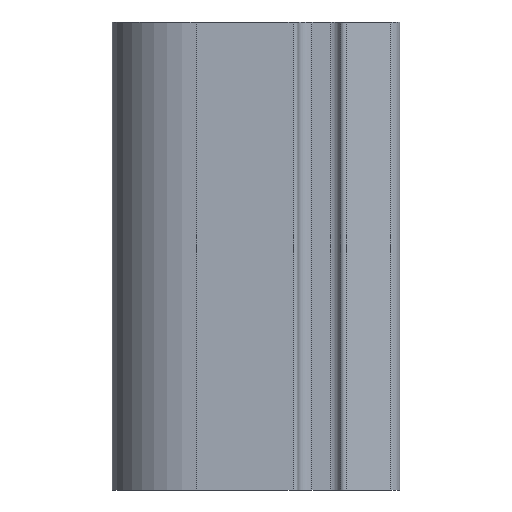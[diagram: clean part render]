
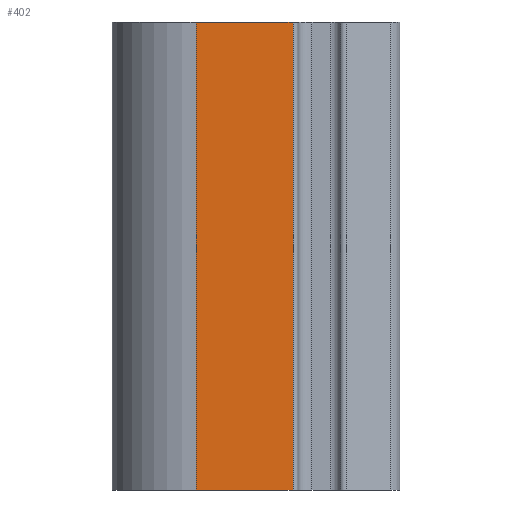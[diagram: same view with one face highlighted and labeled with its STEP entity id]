
A CAD part, left-side view. The second image highlights one B-rep face of the part: STEP entity #402.
In plain terms, the highlighted planar face has unit normal (-1, 0, 0).
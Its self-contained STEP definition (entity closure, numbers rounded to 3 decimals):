
#80 = EDGE_LOOP ( 'NONE', ( #776, #673, #782, #710 ) ) ;
#119 = LINE ( 'NONE', #120, #561 ) ;
#120 = CARTESIAN_POINT ( 'NONE',  ( -9., 10.865, -30. ) ) ;
#121 = DIRECTION ( 'NONE',  ( 0., -1., 0. ) ) ;
#134 = LINE ( 'NONE', #135, #551 ) ;
#135 = CARTESIAN_POINT ( 'NONE',  ( -9., 0.524, -30. ) ) ;
#136 = DIRECTION ( 'NONE',  ( 0., 0., 1. ) ) ;
#159 = LINE ( 'NONE', #160, #636 ) ;
#160 = CARTESIAN_POINT ( 'NONE',  ( -9., 10.865, -30. ) ) ;
#161 = DIRECTION ( 'NONE',  ( 0., 0., 1. ) ) ;
#168 = LINE ( 'NONE', #169, #631 ) ;
#169 = CARTESIAN_POINT ( 'NONE',  ( -9., 10.865, 20. ) ) ;
#170 = DIRECTION ( 'NONE',  ( 0., -1., 0. ) ) ;
#299 = EDGE_CURVE ( 'NONE', #714, #734, #119, .T. ) ;
#304 = EDGE_CURVE ( 'NONE', #734, #735, #134, .T. ) ;
#312 = EDGE_CURVE ( 'NONE', #714, #728, #159, .T. ) ;
#315 = EDGE_CURVE ( 'NONE', #728, #735, #168, .T. ) ;
#402 = ADVANCED_FACE ( 'NONE', ( #565 ), #851, .T. ) ;
#551 = VECTOR ( 'NONE', #136, 1000. ) ;
#561 = VECTOR ( 'NONE', #121, 1000. ) ;
#565 = FACE_OUTER_BOUND ( 'NONE', #80, .T. ) ;
#569 = AXIS2_PLACEMENT_3D ( 'NONE', #852, #853, #854 ) ;
#631 = VECTOR ( 'NONE', #170, 1000. ) ;
#636 = VECTOR ( 'NONE', #161, 1000. ) ;
#673 = ORIENTED_EDGE ( 'NONE', *, *, #312, .F. ) ;
#710 = ORIENTED_EDGE ( 'NONE', *, *, #304, .T. ) ;
#714 = VERTEX_POINT ( 'NONE', #1027 ) ;
#728 = VERTEX_POINT ( 'NONE', #1041 ) ;
#734 = VERTEX_POINT ( 'NONE', #1047 ) ;
#735 = VERTEX_POINT ( 'NONE', #1048 ) ;
#776 = ORIENTED_EDGE ( 'NONE', *, *, #315, .F. ) ;
#782 = ORIENTED_EDGE ( 'NONE', *, *, #299, .T. ) ;
#851 = PLANE ( 'NONE',  #569 ) ;
#852 = CARTESIAN_POINT ( 'NONE',  ( -9., 10.865, -30. ) ) ;
#853 = DIRECTION ( 'NONE',  ( -1., 0., 0. ) ) ;
#854 = DIRECTION ( 'NONE',  ( 0., -1., 0. ) ) ;
#1027 = CARTESIAN_POINT ( 'NONE',  ( -9., 10.865, -30. ) ) ;
#1041 = CARTESIAN_POINT ( 'NONE',  ( -9., 10.865, 20. ) ) ;
#1047 = CARTESIAN_POINT ( 'NONE',  ( -9., 0.524, -30. ) ) ;
#1048 = CARTESIAN_POINT ( 'NONE',  ( -9., 0.524, 20. ) ) ;
